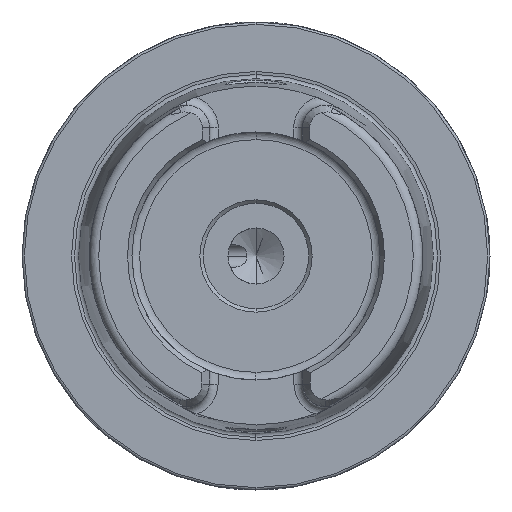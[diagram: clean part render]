
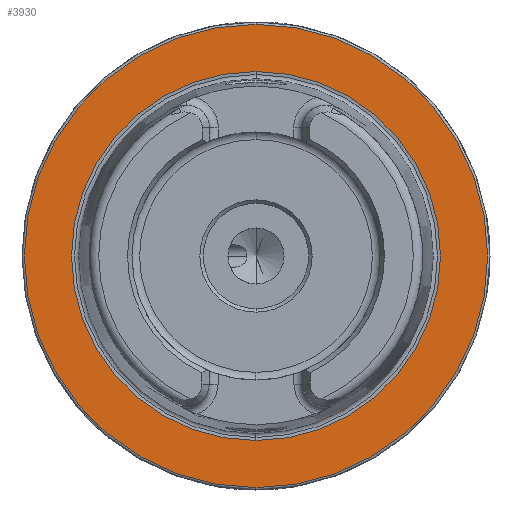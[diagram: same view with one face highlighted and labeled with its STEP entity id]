
A CAD part, left-side view. The second image highlights one B-rep face of the part: STEP entity #3930.
In plain terms, the highlighted planar face has unit normal (-1, 0, 0).
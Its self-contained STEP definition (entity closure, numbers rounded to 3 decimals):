
#856 = CIRCLE ( 'NONE', #2589, 39.414 ) ;
#988 = AXIS2_PLACEMENT_3D ( 'NONE', #7644, #11744, #12978 ) ;
#1269 = CARTESIAN_POINT ( 'NONE',  ( 0., 0., -49.5 ) ) ;
#1599 = VERTEX_POINT ( 'NONE', #1269 ) ;
#1751 = CARTESIAN_POINT ( 'NONE',  ( 0., 0., 0. ) ) ;
#2589 = AXIS2_PLACEMENT_3D ( 'NONE', #1751, #3760, #4823 ) ;
#2726 = CIRCLE ( 'NONE', #5491, 39.414 ) ;
#2778 = CARTESIAN_POINT ( 'NONE',  ( 0., 0., -39.414 ) ) ;
#3042 = VERTEX_POINT ( 'NONE', #6794 ) ;
#3308 = EDGE_CURVE ( 'NONE', #3042, #1599, #12415, .T. ) ;
#3710 = CARTESIAN_POINT ( 'NONE',  ( 0., 0., 0. ) ) ;
#3760 = DIRECTION ( 'NONE',  ( -1., 0., 0. ) ) ;
#3880 = AXIS2_PLACEMENT_3D ( 'NONE', #12736, #10791, #10724 ) ;
#3930 = ADVANCED_FACE ( 'NONE', ( #6998, #8086 ), #12183, .F. ) ;
#4094 = ORIENTED_EDGE ( 'NONE', *, *, #3308, .T. ) ;
#4133 = CARTESIAN_POINT ( 'NONE',  ( 0., 0., 39.414 ) ) ;
#4199 = ORIENTED_EDGE ( 'NONE', *, *, #7492, .F. ) ;
#4823 = DIRECTION ( 'NONE',  ( 0., 0., 1. ) ) ;
#5361 = CARTESIAN_POINT ( 'NONE',  ( 0., 49.5, 0. ) ) ;
#5491 = AXIS2_PLACEMENT_3D ( 'NONE', #3710, #7830, #6525 ) ;
#5797 = ORIENTED_EDGE ( 'NONE', *, *, #9807, .F. ) ;
#6311 = DIRECTION ( 'NONE',  ( 0., 0., -1. ) ) ;
#6525 = DIRECTION ( 'NONE',  ( 0., 0., 1. ) ) ;
#6794 = CARTESIAN_POINT ( 'NONE',  ( 0., 0., 49.5 ) ) ;
#6998 = FACE_BOUND ( 'NONE', #10178, .T. ) ;
#7492 = EDGE_CURVE ( 'NONE', #10648, #12623, #2726, .T. ) ;
#7644 = CARTESIAN_POINT ( 'NONE',  ( 0., 0., 0. ) ) ;
#7830 = DIRECTION ( 'NONE',  ( -1., 0., 0. ) ) ;
#8086 = FACE_OUTER_BOUND ( 'NONE', #9914, .T. ) ;
#9704 = CIRCLE ( 'NONE', #3880, 49.5 ) ;
#9807 = EDGE_CURVE ( 'NONE', #12623, #10648, #856, .T. ) ;
#9914 = EDGE_LOOP ( 'NONE', ( #4094, #10753 ) ) ;
#10178 = EDGE_LOOP ( 'NONE', ( #5797, #4199 ) ) ;
#10244 = DIRECTION ( 'NONE',  ( 1., 0., 0. ) ) ;
#10648 = VERTEX_POINT ( 'NONE', #2778 ) ;
#10724 = DIRECTION ( 'NONE',  ( 0., 0., 1. ) ) ;
#10753 = ORIENTED_EDGE ( 'NONE', *, *, #11262, .T. ) ;
#10791 = DIRECTION ( 'NONE',  ( -1., 0., 0. ) ) ;
#11262 = EDGE_CURVE ( 'NONE', #1599, #3042, #9704, .T. ) ;
#11566 = AXIS2_PLACEMENT_3D ( 'NONE', #5361, #10244, #6311 ) ;
#11744 = DIRECTION ( 'NONE',  ( -1., 0., 0. ) ) ;
#12183 = PLANE ( 'NONE',  #11566 ) ;
#12415 = CIRCLE ( 'NONE', #988, 49.5 ) ;
#12623 = VERTEX_POINT ( 'NONE', #4133 ) ;
#12736 = CARTESIAN_POINT ( 'NONE',  ( 0., 0., 0. ) ) ;
#12978 = DIRECTION ( 'NONE',  ( 0., 0., 1. ) ) ;
